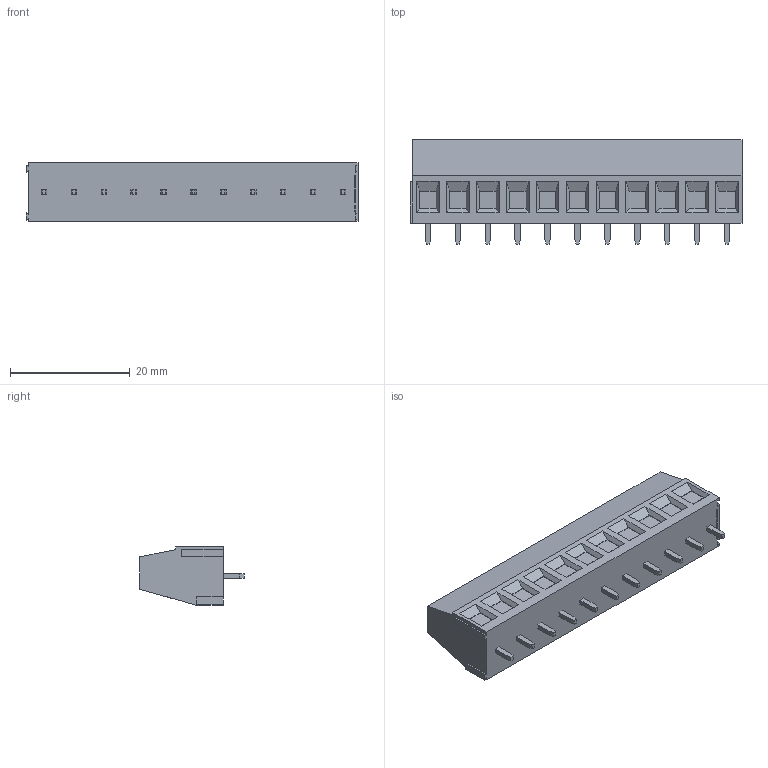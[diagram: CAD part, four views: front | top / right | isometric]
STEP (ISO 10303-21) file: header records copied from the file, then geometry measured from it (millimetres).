
FILE_DESCRIPTION( ('This file contains a STEP AP42 implementation' ,'as created by ZW3D STEP Interface translator.') ,'2;1' );
FILE_NAME( 'EH500-140S11ASM1.stp' ,'231123.102230', (''), ('ZWCAD Software Co.'), 'Version 1.0', 'ZW3D to STEP translator', '' );
FILE_SCHEMA(('AUTOMOTIVE_DESIGN { 1 0 10303 214 1 1 1 1 }'));
Length unit declared in the file: millimetre
Products named in the file (2): 0; EH500-140S11ASM1
Bounding box: 55.5 x 17.5 x 9.8 mm (x, y, z)
Volume: 6071.7 mm3; surface area: 8647.1 mm2
Topology: 25 solids, 53 shells, 1480 faces, 3770 edges, 2394 vertices
Faces by surface type: plane 1028, cylinder 249, cone 115, torus 88
Full cylindrical faces by diameter (mm): 3.1 x2, 3.75 x2, 4.1 x4
Entity records: 46644 total; most frequent: CARTESIAN_POINT 8965, ORIENTED_EDGE 7452, DIRECTION 7390, EDGE_CURVE 3770, VECTOR 2760, LINE 2760, VERTEX_POINT 2394, AXIS2_PLACEMENT_3D 2315
